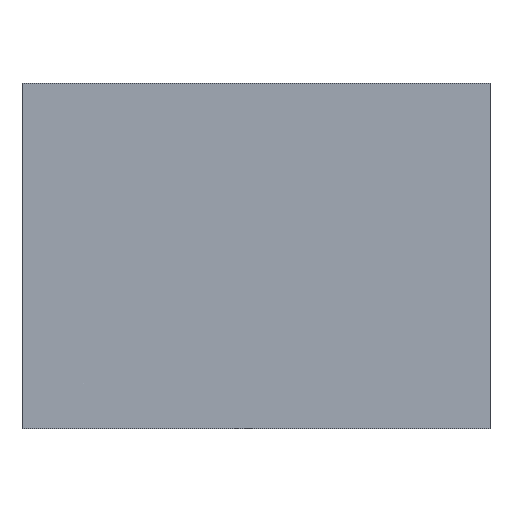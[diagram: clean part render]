
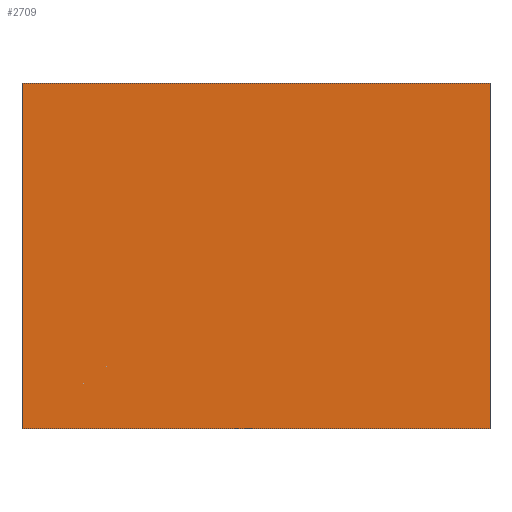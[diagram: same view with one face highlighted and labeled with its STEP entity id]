
A CAD part, front view. The second image highlights one B-rep face of the part: STEP entity #2709.
In plain terms, the highlighted planar face has unit normal (0, -1, 0).
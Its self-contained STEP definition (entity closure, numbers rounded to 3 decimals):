
#173=LINE('',#4179,#384);
#232=LINE('',#4466,#443);
#235=LINE('',#4475,#446);
#237=LINE('',#4482,#448);
#384=VECTOR('',#3277,1000.);
#443=VECTOR('',#3468,1000.);
#446=VECTOR('',#3477,1000.);
#448=VECTOR('',#3485,1000.);
#799=ORIENTED_EDGE('',*,*,#1539,.T.);
#800=ORIENTED_EDGE('',*,*,#1530,.F.);
#801=ORIENTED_EDGE('',*,*,#1535,.F.);
#802=ORIENTED_EDGE('',*,*,#1412,.T.);
#1412=EDGE_CURVE('',#1796,#1795,#173,.T.);
#1530=EDGE_CURVE('',#1888,#1889,#232,.T.);
#1535=EDGE_CURVE('',#1796,#1888,#235,.T.);
#1539=EDGE_CURVE('',#1795,#1889,#237,.T.);
#1795=VERTEX_POINT('',#4178);
#1796=VERTEX_POINT('',#4180);
#1888=VERTEX_POINT('',#4465);
#1889=VERTEX_POINT('',#4467);
#2197=EDGE_LOOP('',(#799,#800,#801,#802));
#2414=FACE_BOUND('',#2197,.T.);
#2602=PLANE('',#2970);
#2709=ADVANCED_FACE('',(#2414),#2602,.F.);
#2970=AXIS2_PLACEMENT_3D('',#4483,#3486,#3487);
#3277=DIRECTION('',(0.,0.,-1.));
#3468=DIRECTION('',(0.,0.,-1.));
#3477=DIRECTION('',(1.,0.,0.));
#3485=DIRECTION('',(1.,0.,0.));
#3486=DIRECTION('',(0.,1.,0.));
#3487=DIRECTION('',(0.,0.,1.));
#4178=CARTESIAN_POINT('',(-46.,0.,-34.));
#4179=CARTESIAN_POINT('',(-46.,0.,34.));
#4180=CARTESIAN_POINT('',(-46.,0.,34.));
#4465=CARTESIAN_POINT('',(46.,0.,34.));
#4466=CARTESIAN_POINT('',(46.,0.,34.));
#4467=CARTESIAN_POINT('',(46.,0.,-34.));
#4475=CARTESIAN_POINT('',(-46.,0.,34.));
#4482=CARTESIAN_POINT('',(-46.,0.,-34.));
#4483=CARTESIAN_POINT('',(-46.,0.,34.));
